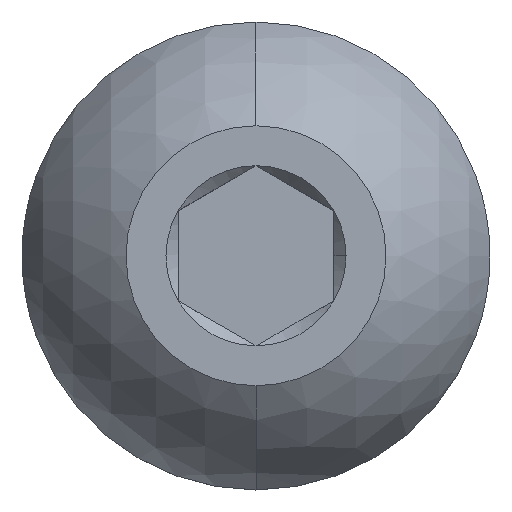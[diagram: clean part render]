
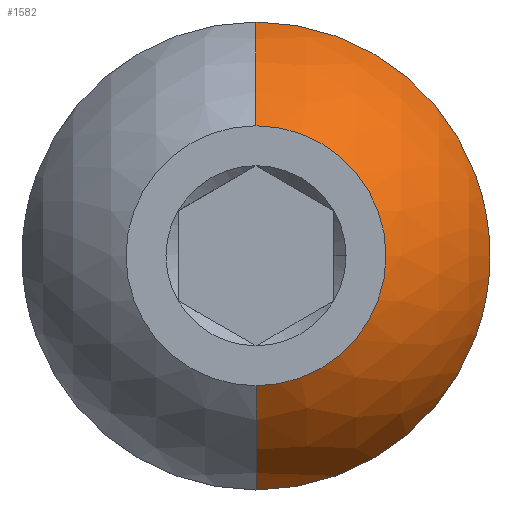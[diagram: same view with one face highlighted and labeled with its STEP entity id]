
A CAD part, top view. The second image highlights one B-rep face of the part: STEP entity #1582.
In plain terms, the highlighted spherical face has radius 2.367 mm.
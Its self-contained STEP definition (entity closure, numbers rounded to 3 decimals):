
#2 = DIRECTION ( 'NONE',  ( 0., 1., 0. ) ) ;
#55 = EDGE_CURVE ( 'NONE', #3602, #2081, #2903, .T. ) ;
#163 = EDGE_LOOP ( 'NONE', ( #3388, #2503, #2548, #1910, #3652 ) ) ;
#282 = CIRCLE ( 'NONE', #391, 2.25 ) ;
#284 = CARTESIAN_POINT ( 'NONE',  ( 0., 0., -2.01 ) ) ;
#312 = DIRECTION ( 'NONE',  ( 0., -1., 0. ) ) ;
#383 = AXIS2_PLACEMENT_3D ( 'NONE', #1649, #2501, #755 ) ;
#391 = AXIS2_PLACEMENT_3D ( 'NONE', #3544, #3267, #1530 ) ;
#567 = AXIS2_PLACEMENT_3D ( 'NONE', #636, #1480, #312 ) ;
#591 = FACE_OUTER_BOUND ( 'NONE', #163, .T. ) ;
#636 = CARTESIAN_POINT ( 'NONE',  ( 0., 0., -2.01 ) ) ;
#755 = DIRECTION ( 'NONE',  ( 0., -1., 0. ) ) ;
#838 = EDGE_CURVE ( 'NONE', #2646, #1954, #1090, .T. ) ;
#981 = AXIS2_PLACEMENT_3D ( 'NONE', #3265, #1311, #1566 ) ;
#1090 = CIRCLE ( 'NONE', #3382, 2.367 ) ;
#1304 = CIRCLE ( 'NONE', #3429, 2.25 ) ;
#1311 = DIRECTION ( 'NONE',  ( 0., 0., 1. ) ) ;
#1480 = DIRECTION ( 'NONE',  ( 1., 0., 0. ) ) ;
#1530 = DIRECTION ( 'NONE',  ( 1., 0., 0. ) ) ;
#1559 = CIRCLE ( 'NONE', #981, 1.25 ) ;
#1566 = DIRECTION ( 'NONE',  ( 1., 0., 0. ) ) ;
#1582 = ADVANCED_FACE ( 'NONE', ( #591 ), #3524, .T. ) ;
#1649 = CARTESIAN_POINT ( 'NONE',  ( 0., 0., -2.01 ) ) ;
#1758 = DIRECTION ( 'NONE',  ( 1., 0., 0. ) ) ;
#1823 = CARTESIAN_POINT ( 'NONE',  ( 0., -2.25, -1.275 ) ) ;
#1910 = ORIENTED_EDGE ( 'NONE', *, *, #3611, .F. ) ;
#1954 = VERTEX_POINT ( 'NONE', #3671 ) ;
#2070 = DIRECTION ( 'NONE',  ( 1., 0., 0. ) ) ;
#2081 = VERTEX_POINT ( 'NONE', #2337 ) ;
#2151 = EDGE_CURVE ( 'NONE', #3602, #2628, #1304, .T. ) ;
#2337 = CARTESIAN_POINT ( 'NONE',  ( 0., -1.25, 0. ) ) ;
#2441 = CARTESIAN_POINT ( 'NONE',  ( 2.25, 0., -1.275 ) ) ;
#2449 = EDGE_CURVE ( 'NONE', #2628, #2646, #282, .T. ) ;
#2501 = DIRECTION ( 'NONE',  ( -1., 0., 0. ) ) ;
#2503 = ORIENTED_EDGE ( 'NONE', *, *, #2449, .T. ) ;
#2548 = ORIENTED_EDGE ( 'NONE', *, *, #838, .T. ) ;
#2628 = VERTEX_POINT ( 'NONE', #2441 ) ;
#2646 = VERTEX_POINT ( 'NONE', #2736 ) ;
#2736 = CARTESIAN_POINT ( 'NONE',  ( 0., 2.25, -1.275 ) ) ;
#2903 = CIRCLE ( 'NONE', #383, 2.367 ) ;
#2923 = CARTESIAN_POINT ( 'NONE',  ( 0., 0., -1.275 ) ) ;
#3184 = DIRECTION ( 'NONE',  ( 0., 0., 1. ) ) ;
#3265 = CARTESIAN_POINT ( 'NONE',  ( 0., 0., 0. ) ) ;
#3267 = DIRECTION ( 'NONE',  ( 0., 0., 1. ) ) ;
#3382 = AXIS2_PLACEMENT_3D ( 'NONE', #284, #1758, #2 ) ;
#3388 = ORIENTED_EDGE ( 'NONE', *, *, #2151, .T. ) ;
#3429 = AXIS2_PLACEMENT_3D ( 'NONE', #2923, #3184, #2070 ) ;
#3524 = SPHERICAL_SURFACE ( 'NONE', #567, 2.367 ) ;
#3544 = CARTESIAN_POINT ( 'NONE',  ( 0., 0., -1.275 ) ) ;
#3602 = VERTEX_POINT ( 'NONE', #1823 ) ;
#3611 = EDGE_CURVE ( 'NONE', #2081, #1954, #1559, .T. ) ;
#3652 = ORIENTED_EDGE ( 'NONE', *, *, #55, .F. ) ;
#3671 = CARTESIAN_POINT ( 'NONE',  ( 0., 1.25, 0. ) ) ;
